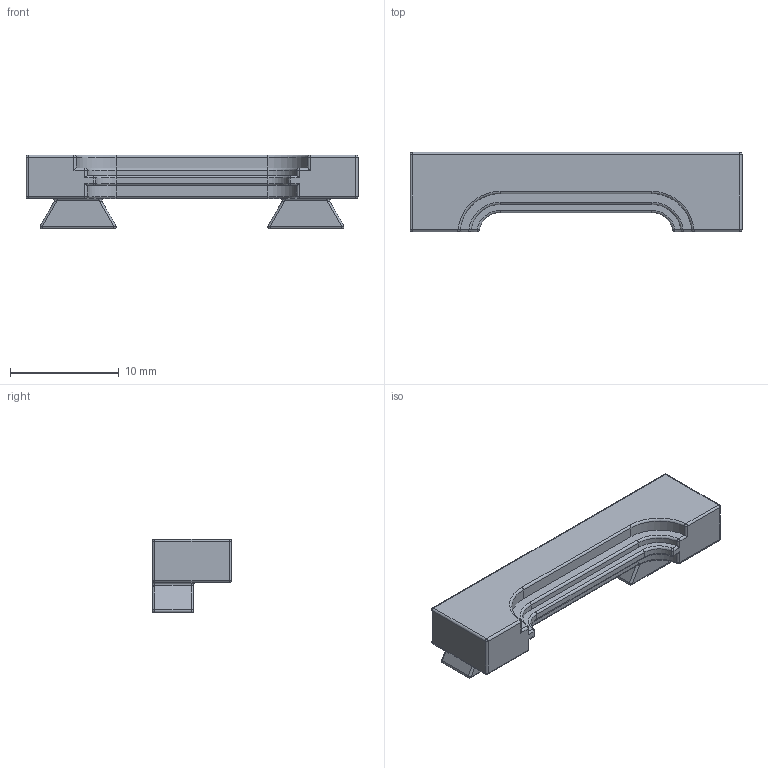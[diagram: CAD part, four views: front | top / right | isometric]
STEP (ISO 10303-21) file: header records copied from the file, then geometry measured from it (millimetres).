
FILE_DESCRIPTION(/* description */ ('STEP AP242','CAx-IF Rec.Pracs.---Representation and Presentation of Product Manufacturing Information (PMI)---4.0---2014-10-13','CAx-IF Rec.Pracs.---3D Tessellated Geometry---0.4---2014-09-14','2;1'),/* implementation_level */ '2;1');
FILE_NAME(/* name */ '68e833bd7e0240ee4c43e400',/* time_stamp */ '2025-10-09T22:14:21Z',/* author */ (''),/* organization */ (''),/* preprocessor_version */ 'ST-DEVELOPER v20',/* originating_system */ 'ONSHAPE BY PTC INC, 1.204',/* authorisation */ ' ');
FILE_SCHEMA (('AP242_MANAGED_MODEL_BASED_3D_ENGINEERING_MIM_LF { 1 0 10303 442 1 1 4 }'));
Length unit declared in the file: metre
Products named in the file (1): holder base insert
Bounding box: 30.6 x 7.3 x 6.8 mm (x, y, z)
Volume: 769.7 mm3; surface area: 896 mm2
Topology: 1 solids, 3 shells, 137 faces, 315 edges, 158 vertices
Faces by surface type: cylinder 67, plane 26, sphere 26, torus 14, bspline 4
Full cylindrical faces by diameter (mm): 3.15 x2
Entity records: 3661 total; most frequent: DIRECTION 705, CARTESIAN_POINT 657, ORIENTED_EDGE 574, AXIS2_PLACEMENT_3D 290, EDGE_CURVE 287, VERTEX_POINT 158, CIRCLE 142, EDGE_LOOP 139
